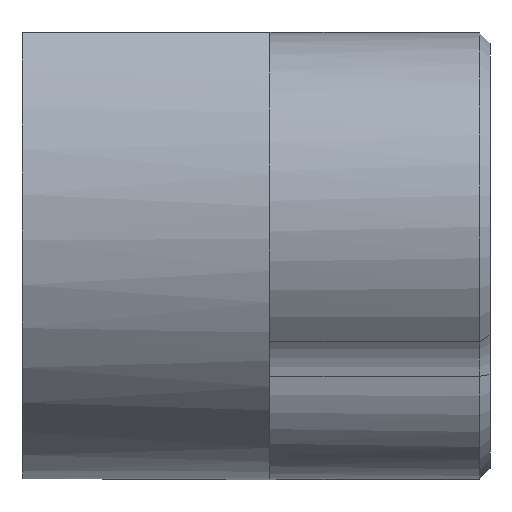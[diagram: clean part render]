
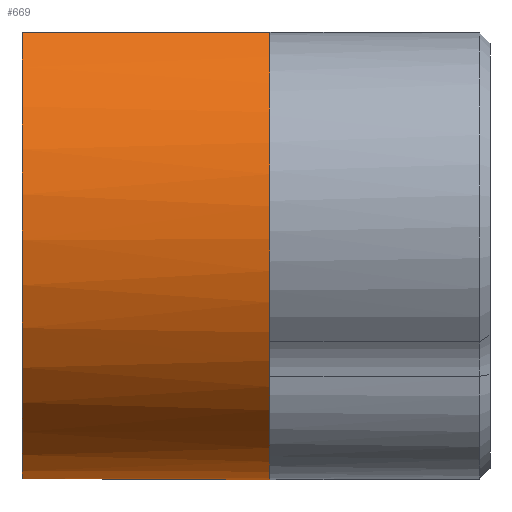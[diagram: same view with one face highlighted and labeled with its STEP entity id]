
A CAD part, left-side view. The second image highlights one B-rep face of the part: STEP entity #669.
In plain terms, the highlighted cylindrical face has radius 19 mm (diameter 38 mm), a partial arc.
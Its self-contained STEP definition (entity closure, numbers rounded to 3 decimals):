
#83=FACE_OUTER_BOUND('',#127,.T.);
#127=EDGE_LOOP('',(#563,#564,#565,#566,#567));
#180=LINE('',#1284,#216);
#182=LINE('',#1287,#218);
#216=VECTOR('',#958,10.);
#218=VECTOR('',#960,10.);
#264=CIRCLE('',#764,19.);
#266=CIRCLE('',#767,19.);
#267=CIRCLE('',#768,19.);
#327=VERTEX_POINT('',#1279);
#328=VERTEX_POINT('',#1281);
#329=VERTEX_POINT('',#1283);
#330=VERTEX_POINT('',#1285);
#331=VERTEX_POINT('',#1289);
#413=EDGE_CURVE('',#329,#328,#180,.T.);
#415=EDGE_CURVE('',#327,#330,#182,.T.);
#416=EDGE_CURVE('',#331,#327,#264,.T.);
#418=EDGE_CURVE('',#329,#330,#266,.T.);
#419=EDGE_CURVE('',#328,#331,#267,.T.);
#563=ORIENTED_EDGE('',*,*,#415,.T.);
#564=ORIENTED_EDGE('',*,*,#418,.F.);
#565=ORIENTED_EDGE('',*,*,#413,.T.);
#566=ORIENTED_EDGE('',*,*,#419,.T.);
#567=ORIENTED_EDGE('',*,*,#416,.T.);
#633=CYLINDRICAL_SURFACE('',#766,19.);
#669=ADVANCED_FACE('',(#83),#633,.T.);
#764=AXIS2_PLACEMENT_3D('',#1290,#963,#964);
#766=AXIS2_PLACEMENT_3D('',#1292,#967,#968);
#767=AXIS2_PLACEMENT_3D('',#1293,#969,#970);
#768=AXIS2_PLACEMENT_3D('',#1294,#971,#972);
#958=DIRECTION('',(0.,-1.,0.));
#960=DIRECTION('',(0.,1.,0.));
#963=DIRECTION('center_axis',(0.,1.,0.));
#964=DIRECTION('ref_axis',(1.,0.,0.));
#967=DIRECTION('center_axis',(0.,1.,0.));
#968=DIRECTION('ref_axis',(0.,0.,-1.));
#969=DIRECTION('center_axis',(0.,1.,0.));
#970=DIRECTION('ref_axis',(1.,0.,0.));
#971=DIRECTION('center_axis',(0.,1.,0.));
#972=DIRECTION('ref_axis',(1.,0.,0.));
#1279=CARTESIAN_POINT('',(-13.37,0.,13.5));
#1281=CARTESIAN_POINT('',(13.37,0.,13.5));
#1283=CARTESIAN_POINT('',(13.37,18.,13.5));
#1284=CARTESIAN_POINT('',(13.37,0.,13.5));
#1285=CARTESIAN_POINT('',(-13.37,18.,13.5));
#1287=CARTESIAN_POINT('',(-13.37,0.,13.5));
#1289=CARTESIAN_POINT('',(0.,0.,-19.));
#1290=CARTESIAN_POINT('Origin',(0.,0.,0.));
#1292=CARTESIAN_POINT('Origin',(0.,0.,0.));
#1293=CARTESIAN_POINT('Origin',(0.,18.,0.));
#1294=CARTESIAN_POINT('Origin',(0.,0.,0.));
